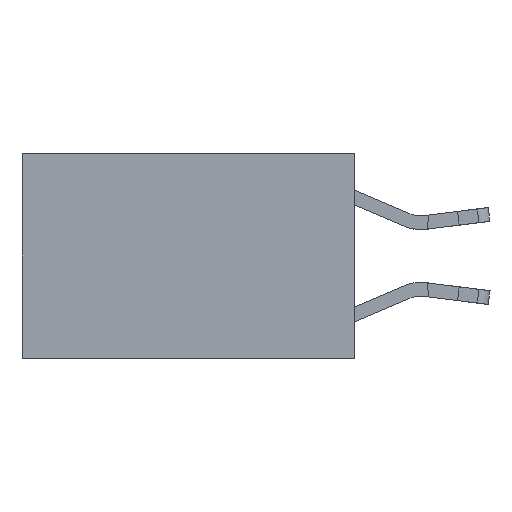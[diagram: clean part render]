
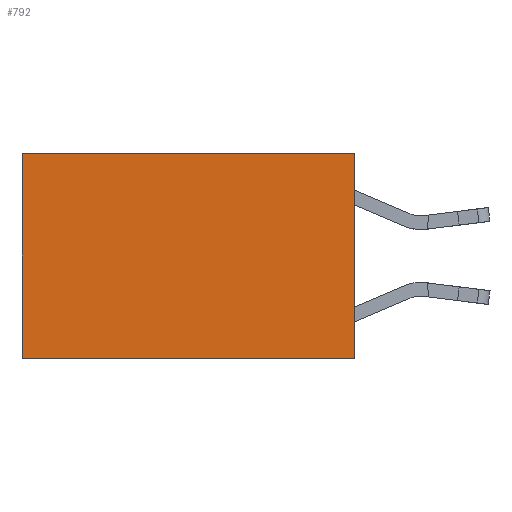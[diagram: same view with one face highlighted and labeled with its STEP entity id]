
A CAD part, left-side view. The second image highlights one B-rep face of the part: STEP entity #792.
In plain terms, the highlighted planar face has unit normal (-1, 0, 0).
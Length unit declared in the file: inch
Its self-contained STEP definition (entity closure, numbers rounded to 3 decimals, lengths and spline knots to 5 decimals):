
#254 = DIRECTION ( 'NONE',  ( 0., 1., 0. ) ) ;
#626 = VECTOR ( 'NONE', #1586, 39.37008 ) ;
#676 = CARTESIAN_POINT ( 'NONE',  ( 0.2625, 0.6, -0.37 ) ) ;
#792 = ADVANCED_FACE ( 'NONE', ( #22115 ), #7020, .F. ) ;
#932 = VERTEX_POINT ( 'NONE', #19768 ) ;
#950 = EDGE_LOOP ( 'NONE', ( #3873, #20379, #13972, #2530 ) ) ;
#1586 = DIRECTION ( 'NONE',  ( 0., 0., -1. ) ) ;
#2471 = DIRECTION ( 'NONE',  ( 0., 1., 0. ) ) ;
#2520 = EDGE_CURVE ( 'NONE', #13982, #10909, #8245, .T. ) ;
#2530 = ORIENTED_EDGE ( 'NONE', *, *, #20617, .T. ) ;
#3849 = DIRECTION ( 'NONE',  ( 0., 0., -1. ) ) ;
#3873 = ORIENTED_EDGE ( 'NONE', *, *, #2520, .T. ) ;
#3889 = VECTOR ( 'NONE', #20366, 39.37008 ) ;
#3912 = CARTESIAN_POINT ( 'NONE',  ( 0.2625, 0., 0. ) ) ;
#5629 = LINE ( 'NONE', #23559, #626 ) ;
#5891 = CARTESIAN_POINT ( 'NONE',  ( 0.2625, 0.6, 0. ) ) ;
#7020 = PLANE ( 'NONE',  #12889 ) ;
#7581 = CARTESIAN_POINT ( 'NONE',  ( 0.2625, 0.6, 0. ) ) ;
#8090 = CARTESIAN_POINT ( 'NONE',  ( 0.2625, 0., 0. ) ) ;
#8245 = LINE ( 'NONE', #7581, #3889 ) ;
#10909 = VERTEX_POINT ( 'NONE', #676 ) ;
#12817 = LINE ( 'NONE', #8090, #17670 ) ;
#12889 = AXIS2_PLACEMENT_3D ( 'NONE', #3912, #13818, #3849 ) ;
#13818 = DIRECTION ( 'NONE',  ( 1., 0., 0. ) ) ;
#13964 = LINE ( 'NONE', #22314, #23103 ) ;
#13972 = ORIENTED_EDGE ( 'NONE', *, *, #20316, .F. ) ;
#13982 = VERTEX_POINT ( 'NONE', #5891 ) ;
#17670 = VECTOR ( 'NONE', #2471, 39.37008 ) ;
#18833 = CARTESIAN_POINT ( 'NONE',  ( 0.2625, 0., 0. ) ) ;
#19768 = CARTESIAN_POINT ( 'NONE',  ( 0.2625, 0., -0.37 ) ) ;
#20316 = EDGE_CURVE ( 'NONE', #20538, #932, #5629, .T. ) ;
#20366 = DIRECTION ( 'NONE',  ( 0., 0., -1. ) ) ;
#20379 = ORIENTED_EDGE ( 'NONE', *, *, #22272, .F. ) ;
#20538 = VERTEX_POINT ( 'NONE', #18833 ) ;
#20617 = EDGE_CURVE ( 'NONE', #20538, #13982, #12817, .T. ) ;
#22115 = FACE_OUTER_BOUND ( 'NONE', #950, .T. ) ;
#22272 = EDGE_CURVE ( 'NONE', #932, #10909, #13964, .T. ) ;
#22314 = CARTESIAN_POINT ( 'NONE',  ( 0.2625, 0., -0.37 ) ) ;
#23103 = VECTOR ( 'NONE', #254, 39.37008 ) ;
#23559 = CARTESIAN_POINT ( 'NONE',  ( 0.2625, 0., 0. ) ) ;
